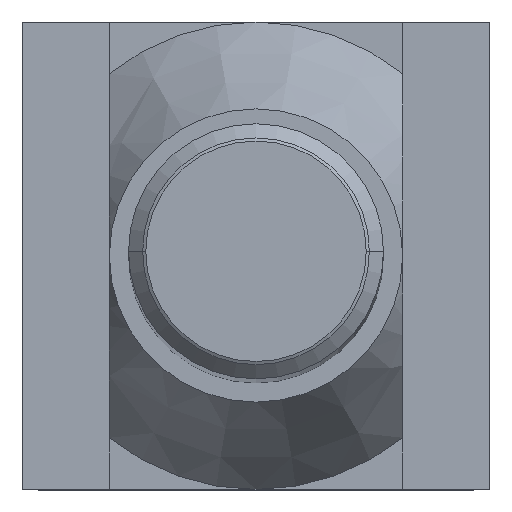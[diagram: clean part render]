
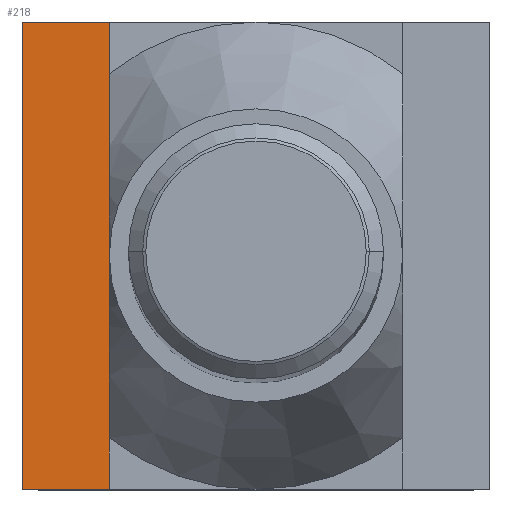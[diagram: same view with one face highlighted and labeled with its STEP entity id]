
A CAD part, top view. The second image highlights one B-rep face of the part: STEP entity #218.
In plain terms, the highlighted planar face has unit normal (0, 0, 1).
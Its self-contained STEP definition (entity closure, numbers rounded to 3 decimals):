
#214=EDGE_CURVE('',#284,#230,#475,.T.);
#218=ADVANCED_FACE('',(#479),#480,.T.);
#228=EDGE_CURVE('',#248,#230,#490,.T.);
#230=VERTEX_POINT('',#492);
#238=EDGE_CURVE('',#360,#248,#502,.T.);
#248=VERTEX_POINT('',#514);
#284=VERTEX_POINT('',#553);
#360=VERTEX_POINT('',#639);
#368=EDGE_CURVE('',#284,#360,#647,.T.);
#475=LINE('',#791,#792);
#479=FACE_OUTER_BOUND('',#798,.T.);
#480=PLANE('',#799);
#490=LINE('',#815,#816);
#492=CARTESIAN_POINT('',(-13.8,-22.0,0.));
#502=LINE('',#831,#832);
#514=CARTESIAN_POINT('',(-22.0,-22.0,0.));
#553=CARTESIAN_POINT('',(-13.8,22.0,0.));
#639=CARTESIAN_POINT('',(-22.0,22.0,0.));
#647=LINE('',#1038,#1039);
#791=CARTESIAN_POINT('',(-13.8,0.,0.));
#792=VECTOR('',#1141,1.0);
#798=EDGE_LOOP('',(#1144,#1145,#1146,#1147));
#799=AXIS2_PLACEMENT_3D('',#1148,#1149,#1150);
#815=CARTESIAN_POINT('',(-13.8,-22.0,0.));
#816=VECTOR('',#1156,1.0);
#831=CARTESIAN_POINT('',(-22.0,0.,0.));
#832=VECTOR('',#1173,1.0);
#1038=CARTESIAN_POINT('',(-13.8,22.0,0.));
#1039=VECTOR('',#1339,1.0);
#1141=DIRECTION('',(0.0,-1.0,0.));
#1144=ORIENTED_EDGE('',*,*,#228,.T.);
#1145=ORIENTED_EDGE('',*,*,#214,.F.);
#1146=ORIENTED_EDGE('',*,*,#368,.T.);
#1147=ORIENTED_EDGE('',*,*,#238,.T.);
#1148=CARTESIAN_POINT('',(-22.0,0.,0.));
#1149=DIRECTION('',(0.0,0.,1.0));
#1150=DIRECTION('',(0.0,-1.0,0.));
#1156=DIRECTION('',(1.0,0.0,0.0));
#1173=DIRECTION('',(0.0,-1.0,0.));
#1339=DIRECTION('',(-1.0,0.0,0.0));
